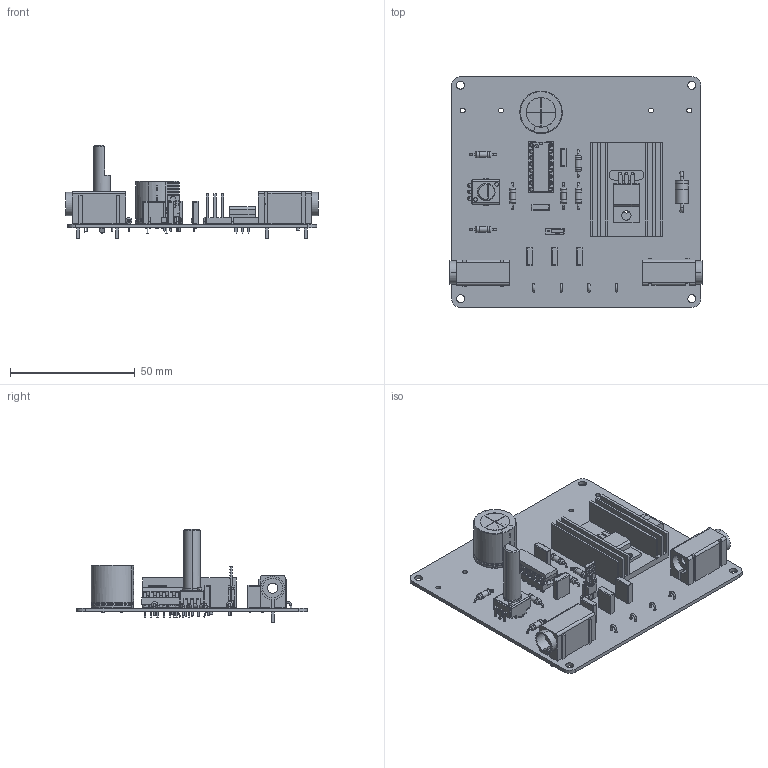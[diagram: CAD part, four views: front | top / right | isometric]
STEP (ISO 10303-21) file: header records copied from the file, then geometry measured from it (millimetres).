
FILE_DESCRIPTION(('KiCad electronic assembly'),'2;1');
FILE_NAME('Tranzistorski_pretvara_.step','2026-02-06T14:42:51',('Pcbnew' ),('Kicad'),'Open CASCADE STEP processor 7.9', 'KiCad to STEP converter','Unknown');
FILE_SCHEMA(('AUTOMOTIVE_DESIGN { 1 0 10303 214 1 1 1 1 }'));
Length unit declared in the file: millimetre
Products named in the file (16): Tranzistorski_pretvara_ 1; R_Axial_DIN0207_L6.3mm_D2.5mm_P10.16mm_Horizontal; C_Rect_L7.2mm_W2.5mm_P5.00mm_FKS2_FKP2_MKS2_MKP2; AB2_90DEG_4MM_JACK_PTH-BLK; AB2_90DEG_4MM_JACK_PTH-RED; PTV09A-4; Tranzistorski_pretvara_ 1.7.1; usica; D_DO-201AD_P15.24mm_Horizontal; TO-220-3_Horizontal_TabDown; Hladnjak; CP_Radial_D17.0mm_P7.50mm; pinheader 1x3 and 1 jumper pullback; DIP-16_W7.62mm_Socket; DIP-16 N; Tranzistorski_pretvaraÄ_PCB
Assembly tree (29 placements, depth 3):
  Tranzistorski_pretvara_ 1
    R_Axial_DIN0207_L6.3mm_D2.5mm_P10.16mm_Horizontal  x6
    C_Rect_L7.2mm_W2.5mm_P5.00mm_FKS2_FKP2_MKS2_MKP2  x5
    AB2_90DEG_4MM_JACK_PTH-BLK  x2
    AB2_90DEG_4MM_JACK_PTH-RED  x2
    PTV09A-4
      Tranzistorski_pretvara_ 1.7.1
    usica  x4
    D_DO-201AD_P15.24mm_Horizontal
    TO-220-3_Horizontal_TabDown
    Hladnjak
    CP_Radial_D17.0mm_P7.50mm
    pinheader 1x3 and 1 jumper pullback
    DIP-16_W7.62mm_Socket
    DIP-16 N
    Tranzistorski_pretvaraÄ_PCB
Bounding box: 101.1 x 92.61 x 37.54 mm (x, y, z)
Volume: 31079.1 mm3; surface area: 37333.1 mm2
Topology: 35 solids, 36 shells, 1637 faces, 3891 edges, 2428 vertices
Faces by surface type: plane 1067, cylinder 447, cone 49, torus 32, sphere 21, bspline 16, revolution 5
Full cylindrical faces by diameter (mm): 0.5 x10, 0.508 x32, 0.6 x24, 0.75 x8, 0.8 x38, 0.9 x2, 1 x14, 1.2 x5, 1.3 x4, 1.524 x16, 1.6 x2, 1.724 x16, 1.94 x8, 2.25 x6, 2.5 x12, 3.2 x5, 3.5 x1, 3.735 x1, 5.2 x2, 5.22 x1
Entity records: 46541 total; most frequent: CARTESIAN_POINT 9069, ORIENTED_EDGE 6792, DIRECTION 6060, EDGE_CURVE 3396, VERTEX_POINT 2142, AXIS2_PLACEMENT_3D 2129, LINE 1797, VECTOR 1797
